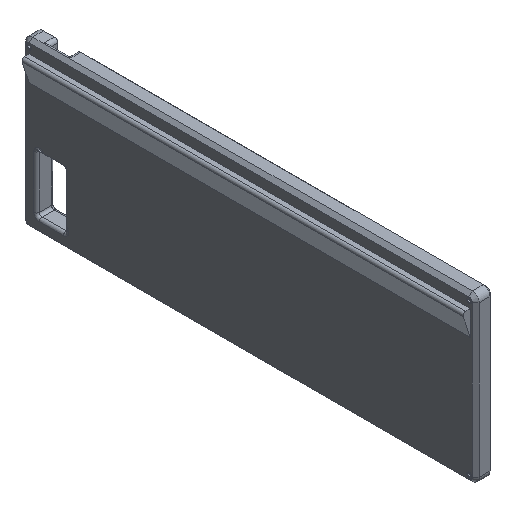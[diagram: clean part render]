
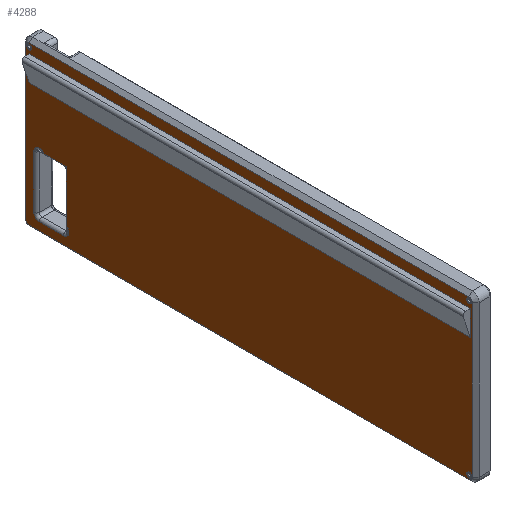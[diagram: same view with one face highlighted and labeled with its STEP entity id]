
A CAD part, isometric view. The second image highlights one B-rep face of the part: STEP entity #4288.
In plain terms, the highlighted planar face has unit normal (-1, 0, 0).
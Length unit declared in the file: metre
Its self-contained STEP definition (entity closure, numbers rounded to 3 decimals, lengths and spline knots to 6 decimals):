
#278=CIRCLE('',#4603,0.004);
#279=CIRCLE('',#4604,0.004);
#280=CIRCLE('',#4605,0.004);
#281=CIRCLE('',#4606,0.0025);
#282=CIRCLE('',#4607,0.0025);
#283=CIRCLE('',#4608,0.0025);
#284=CIRCLE('',#4609,0.0025);
#285=CIRCLE('',#4610,0.0018);
#286=CIRCLE('',#4611,0.0018);
#287=CIRCLE('',#4612,0.0018);
#494=ORIENTED_EDGE('',*,*,#1774,.F.);
#495=ORIENTED_EDGE('',*,*,#1775,.T.);
#496=ORIENTED_EDGE('',*,*,#1776,.T.);
#497=ORIENTED_EDGE('',*,*,#1777,.F.);
#498=ORIENTED_EDGE('',*,*,#1778,.T.);
#499=ORIENTED_EDGE('',*,*,#1779,.T.);
#500=ORIENTED_EDGE('',*,*,#1780,.T.);
#501=ORIENTED_EDGE('',*,*,#1781,.T.);
#502=ORIENTED_EDGE('',*,*,#1782,.T.);
#503=ORIENTED_EDGE('',*,*,#1783,.T.);
#504=ORIENTED_EDGE('',*,*,#1784,.T.);
#505=ORIENTED_EDGE('',*,*,#1785,.T.);
#506=ORIENTED_EDGE('',*,*,#1786,.T.);
#507=ORIENTED_EDGE('',*,*,#1787,.T.);
#508=ORIENTED_EDGE('',*,*,#1788,.T.);
#509=ORIENTED_EDGE('',*,*,#1789,.T.);
#510=ORIENTED_EDGE('',*,*,#1790,.T.);
#511=ORIENTED_EDGE('',*,*,#1791,.T.);
#512=ORIENTED_EDGE('',*,*,#1773,.F.);
#513=ORIENTED_EDGE('',*,*,#1792,.T.);
#514=ORIENTED_EDGE('',*,*,#1793,.T.);
#515=ORIENTED_EDGE('',*,*,#1794,.F.);
#1773=EDGE_CURVE('',#2416,#2414,#2798,.T.);
#1774=EDGE_CURVE('',#2417,#2418,#278,.F.);
#1775=EDGE_CURVE('',#2417,#2419,#2799,.F.);
#1776=EDGE_CURVE('',#2419,#2420,#279,.T.);
#1777=EDGE_CURVE('',#2421,#2420,#2800,.T.);
#1778=EDGE_CURVE('',#2421,#2422,#2801,.T.);
#1779=EDGE_CURVE('',#2422,#2423,#280,.T.);
#1780=EDGE_CURVE('',#2423,#2418,#2802,.T.);
#1781=EDGE_CURVE('',#2424,#2425,#281,.F.);
#1782=EDGE_CURVE('',#2425,#2426,#2803,.T.);
#1783=EDGE_CURVE('',#2426,#2427,#282,.F.);
#1784=EDGE_CURVE('',#2427,#2428,#2804,.T.);
#1785=EDGE_CURVE('',#2428,#2429,#283,.F.);
#1786=EDGE_CURVE('',#2429,#2430,#2805,.T.);
#1787=EDGE_CURVE('',#2430,#2431,#284,.F.);
#1788=EDGE_CURVE('',#2431,#2424,#2806,.T.);
#1789=EDGE_CURVE('',#2432,#2432,#285,.T.);
#1790=EDGE_CURVE('',#2433,#2433,#286,.T.);
#1791=EDGE_CURVE('',#2434,#2434,#287,.T.);
#1792=EDGE_CURVE('',#2416,#2435,#2807,.T.);
#1793=EDGE_CURVE('',#2435,#2436,#2808,.T.);
#1794=EDGE_CURVE('',#2414,#2436,#2809,.T.);
#2414=VERTEX_POINT('',#6102);
#2416=VERTEX_POINT('',#6106);
#2417=VERTEX_POINT('',#6110);
#2418=VERTEX_POINT('',#6111);
#2419=VERTEX_POINT('',#6113);
#2420=VERTEX_POINT('',#6115);
#2421=VERTEX_POINT('',#6117);
#2422=VERTEX_POINT('',#6119);
#2423=VERTEX_POINT('',#6121);
#2424=VERTEX_POINT('',#6124);
#2425=VERTEX_POINT('',#6125);
#2426=VERTEX_POINT('',#6127);
#2427=VERTEX_POINT('',#6129);
#2428=VERTEX_POINT('',#6131);
#2429=VERTEX_POINT('',#6133);
#2430=VERTEX_POINT('',#6135);
#2431=VERTEX_POINT('',#6137);
#2432=VERTEX_POINT('',#6140);
#2433=VERTEX_POINT('',#6142);
#2434=VERTEX_POINT('',#6144);
#2435=VERTEX_POINT('',#6146);
#2436=VERTEX_POINT('',#6148);
#2798=LINE('',#6107,#3221);
#2799=LINE('',#6112,#3222);
#2800=LINE('',#6116,#3223);
#2801=LINE('',#6118,#3224);
#2802=LINE('',#6122,#3225);
#2803=LINE('',#6126,#3226);
#2804=LINE('',#6130,#3227);
#2805=LINE('',#6134,#3228);
#2806=LINE('',#6138,#3229);
#2807=LINE('',#6145,#3230);
#2808=LINE('',#6147,#3231);
#2809=LINE('',#6149,#3232);
#3221=VECTOR('',#4953,1.);
#3222=VECTOR('',#4958,1.);
#3223=VECTOR('',#4961,1.);
#3224=VECTOR('',#4962,1.);
#3225=VECTOR('',#4965,1.);
#3226=VECTOR('',#4968,1.);
#3227=VECTOR('',#4971,1.);
#3228=VECTOR('',#4974,1.);
#3229=VECTOR('',#4977,1.);
#3230=VECTOR('',#4984,1.);
#3231=VECTOR('',#4985,1.);
#3232=VECTOR('',#4986,1.);
#3580=EDGE_LOOP('',(#494,#495,#496,#497,#498,#499,#500));
#3581=EDGE_LOOP('',(#501,#502,#503,#504,#505,#506,#507,#508));
#3582=EDGE_LOOP('',(#509));
#3583=EDGE_LOOP('',(#510));
#3584=EDGE_LOOP('',(#511));
#3585=EDGE_LOOP('',(#512,#513,#514,#515));
#3870=FACE_BOUND('',#3580,.T.);
#3871=FACE_BOUND('',#3581,.T.);
#3872=FACE_BOUND('',#3582,.T.);
#3873=FACE_BOUND('',#3583,.T.);
#3874=FACE_BOUND('',#3584,.T.);
#3875=FACE_BOUND('',#3585,.T.);
#4151=PLANE('',#4602);
#4288=ADVANCED_FACE('',(#3870,#3871,#3872,#3873,#3874,#3875),#4151,.F.);
#4602=AXIS2_PLACEMENT_3D('',#6108,#4954,#4955);
#4603=AXIS2_PLACEMENT_3D('',#6109,#4956,#4957);
#4604=AXIS2_PLACEMENT_3D('',#6114,#4959,#4960);
#4605=AXIS2_PLACEMENT_3D('',#6120,#4963,#4964);
#4606=AXIS2_PLACEMENT_3D('',#6123,#4966,#4967);
#4607=AXIS2_PLACEMENT_3D('',#6128,#4969,#4970);
#4608=AXIS2_PLACEMENT_3D('',#6132,#4972,#4973);
#4609=AXIS2_PLACEMENT_3D('',#6136,#4975,#4976);
#4610=AXIS2_PLACEMENT_3D('',#6139,#4978,#4979);
#4611=AXIS2_PLACEMENT_3D('',#6141,#4980,#4981);
#4612=AXIS2_PLACEMENT_3D('',#6143,#4982,#4983);
#4953=DIRECTION('',(0.,0.,-1.));
#4954=DIRECTION('',(1.,0.,0.));
#4955=DIRECTION('',(0.,1.,0.));
#4956=DIRECTION('',(1.,0.,0.));
#4957=DIRECTION('',(0.,0.,-1.));
#4958=DIRECTION('',(0.,0.,-1.));
#4959=DIRECTION('',(1.,0.,0.));
#4960=DIRECTION('',(0.,0.,-1.));
#4961=DIRECTION('',(0.,1.,0.));
#4962=DIRECTION('',(0.,0.,-1.));
#4963=DIRECTION('',(1.,0.,0.));
#4964=DIRECTION('',(0.,0.,-1.));
#4965=DIRECTION('',(0.,1.,0.));
#4966=DIRECTION('',(1.,0.,0.));
#4967=DIRECTION('',(0.,0.,-1.));
#4968=DIRECTION('',(0.,0.,1.));
#4969=DIRECTION('',(1.,0.,0.));
#4970=DIRECTION('',(0.,0.,-1.));
#4971=DIRECTION('',(0.,1.,0.));
#4972=DIRECTION('',(1.,0.,0.));
#4973=DIRECTION('',(0.,0.,-1.));
#4974=DIRECTION('',(0.,0.,-1.));
#4975=DIRECTION('',(1.,0.,0.));
#4976=DIRECTION('',(0.,0.,-1.));
#4977=DIRECTION('',(0.,-1.,0.));
#4978=DIRECTION('',(1.,0.,0.));
#4979=DIRECTION('',(0.,0.,-1.));
#4980=DIRECTION('',(1.,0.,0.));
#4981=DIRECTION('',(0.,0.,-1.));
#4982=DIRECTION('',(1.,0.,0.));
#4983=DIRECTION('',(0.,0.,-1.));
#4984=DIRECTION('',(0.,-1.,0.));
#4985=DIRECTION('',(0.,0.,-1.));
#4986=DIRECTION('',(0.,-1.,0.));
#6102=CARTESIAN_POINT('',(0.,0.156371,0.031748));
#6106=CARTESIAN_POINT('',(0.,0.156371,0.050161));
#6107=CARTESIAN_POINT('',(0.,0.156371,0.040955));
#6108=CARTESIAN_POINT('',(0.,-0.005129,-0.000839));
#6109=CARTESIAN_POINT('',(0.,0.148871,-0.048839));
#6110=CARTESIAN_POINT('',(0.,0.152871,-0.048839));
#6111=CARTESIAN_POINT('',(0.,0.148871,-0.052839));
#6112=CARTESIAN_POINT('',(0.,0.152871,-0.000839));
#6113=CARTESIAN_POINT('',(0.,0.152871,-0.010039));
#6114=CARTESIAN_POINT('',(0.,0.148871,-0.010039));
#6115=CARTESIAN_POINT('',(0.,0.145407,-0.008039));
#6116=CARTESIAN_POINT('',(0.,0.140042,-0.008039));
#6117=CARTESIAN_POINT('',(0.,0.129212,-0.008039));
#6118=CARTESIAN_POINT('',(0.,0.129212,-0.029439));
#6119=CARTESIAN_POINT('',(0.,0.129212,-0.045375));
#6120=CARTESIAN_POINT('',(0.,0.131212,-0.048839));
#6121=CARTESIAN_POINT('',(0.,0.131212,-0.052839));
#6122=CARTESIAN_POINT('',(0.,0.150871,-0.052839));
#6123=CARTESIAN_POINT('',(0.,-0.166629,-0.056339));
#6124=CARTESIAN_POINT('',(0.,-0.166629,-0.058839));
#6125=CARTESIAN_POINT('',(0.,-0.169129,-0.056339));
#6126=CARTESIAN_POINT('',(0.,-0.169129,-0.000839));
#6127=CARTESIAN_POINT('',(0.,-0.169129,0.054661));
#6128=CARTESIAN_POINT('',(0.,-0.166629,0.054661));
#6129=CARTESIAN_POINT('',(0.,-0.166629,0.057161));
#6130=CARTESIAN_POINT('',(0.,0.156371,0.057161));
#6131=CARTESIAN_POINT('',(0.,0.156371,0.057161));
#6132=CARTESIAN_POINT('',(0.,0.156371,0.054661));
#6133=CARTESIAN_POINT('',(0.,0.158871,0.054661));
#6134=CARTESIAN_POINT('',(0.,0.158871,-0.056339));
#6135=CARTESIAN_POINT('',(0.,0.158871,-0.056339));
#6136=CARTESIAN_POINT('',(0.,0.156371,-0.056339));
#6137=CARTESIAN_POINT('',(0.,0.156371,-0.058839));
#6138=CARTESIAN_POINT('',(0.,-0.005129,-0.058839));
#6139=CARTESIAN_POINT('',(0.,-0.166629,0.054661));
#6140=CARTESIAN_POINT('',(0.,-0.166629,0.052861));
#6141=CARTESIAN_POINT('',(0.,0.156371,0.054661));
#6142=CARTESIAN_POINT('',(0.,0.156371,0.052861));
#6143=CARTESIAN_POINT('',(0.,-0.166879,-0.056082));
#6144=CARTESIAN_POINT('',(0.,-0.166879,-0.057882));
#6145=CARTESIAN_POINT('',(0.,-0.005629,0.050161));
#6146=CARTESIAN_POINT('',(0.,-0.167629,0.050161));
#6147=CARTESIAN_POINT('',(0.,-0.167629,0.040955));
#6148=CARTESIAN_POINT('',(0.,-0.167629,0.031748));
#6149=CARTESIAN_POINT('',(0.,-0.005629,0.031748));
